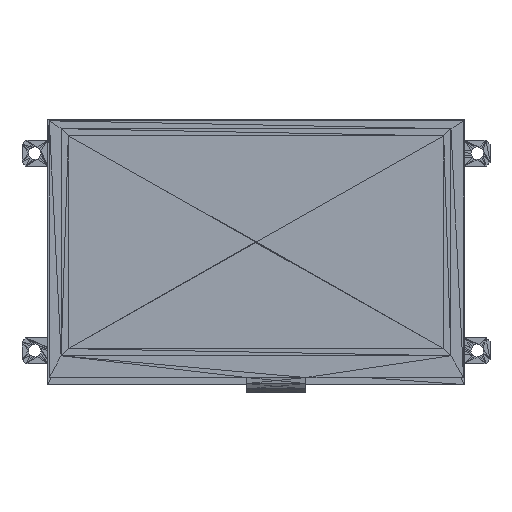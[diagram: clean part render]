
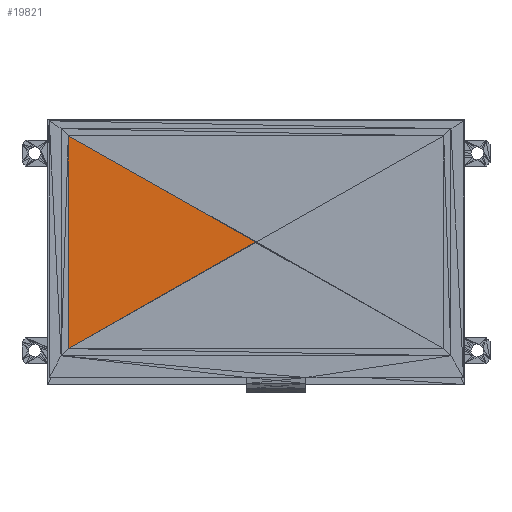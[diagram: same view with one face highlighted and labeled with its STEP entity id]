
A CAD part, top view. The second image highlights one B-rep face of the part: STEP entity #19821.
In plain terms, the highlighted planar face has unit normal (0, 0, 1).
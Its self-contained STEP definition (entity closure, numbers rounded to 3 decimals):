
#106=DIRECTION('',(0.869,0.495,0.));
#109=DIRECTION('',(0.87,-0.492,0.));
#593=DIRECTION('',(0.,1.,0.));
#1252=VECTOR('',#106,1.);
#1255=VECTOR('',#109,1.);
#1739=VECTOR('',#593,1.);
#2969=CARTESIAN_POINT('',(11.73,11.61,8.6));
#2997=CARTESIAN_POINT('',(11.73,65.47,8.6));
#3003=CARTESIAN_POINT('',(59.194,38.633,8.6));
#3640=VERTEX_POINT('',#2969);
#3668=VERTEX_POINT('',#2997);
#3674=VERTEX_POINT('',#3003);
#5642=LINE('',#2997,#1255);
#5644=LINE('',#2969,#1739);
#5645=LINE('',#2969,#1252);
#7666=EDGE_CURVE('',#3668,#3674,#5642,.T.);
#7668=EDGE_CURVE('',#3640,#3668,#5644,.T.);
#7669=EDGE_CURVE('',#3640,#3674,#5645,.T.);
#9693=ORIENTED_EDGE('',*,*,#7669,.T.);
#11714=ORIENTED_EDGE('',*,*,#7666,.F.);
#11716=ORIENTED_EDGE('',*,*,#7668,.F.);
#13071=EDGE_LOOP('',(#11716,#9693,#11714));
#14421=FACE_OUTER_BOUND('',#13071,.T.);
#17066=DIRECTION('',(0.,0.,1.));
#17067=AXIS2_PLACEMENT_3D('',#2997,#17066,#593);
#18471=PLANE('',#17067);
#19821=ADVANCED_FACE('',(#14421),#18471,.T.);
